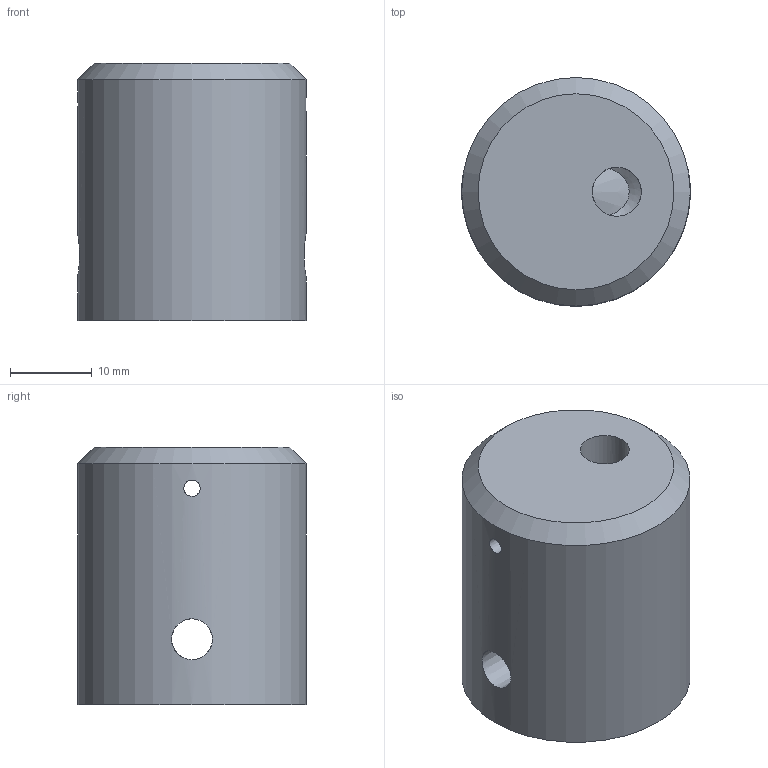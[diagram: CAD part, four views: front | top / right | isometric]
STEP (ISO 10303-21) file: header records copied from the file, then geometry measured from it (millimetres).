
FILE_DESCRIPTION(/* description */ (''),/* implementation_level */ '2;1');
FILE_NAME(/* name */ 'Part 011.stp',/* time_stamp */ '2015-02-19T16:28:36+02:00',/* author */ ('SFC'),/* organization */ (''),/* preprocessor_version */ 'ST-DEVELOPER v15.2',/* originating_system */ 'Autodesk Inventor 2014',/* authorisation */ '');
FILE_SCHEMA (('AUTOMOTIVE_DESIGN { 1 0 10303 214 3 1 1 }'));
Length unit declared in the file: millimetre
Products named in the file (1): Part 011
Bounding box: 28 x 28 x 31.5 mm (x, y, z)
Volume: 15323.6 mm3; surface area: 5059.1 mm2
Topology: 1 solids, 1 shells, 13 faces, 40 edges, 27 vertices
Faces by surface type: cone 8, cylinder 3, plane 2
Full cylindrical faces by diameter (mm): 6 x1, 15 x1, 28 x1
Entity records: 640 total; most frequent: CARTESIAN_POINT 362, ORIENTED_EDGE 42, DIRECTION 40, EDGE_LOOP 31, FACE_BOUND 25, EDGE_CURVE 21, VERTEX_POINT 20, AXIS2_PLACEMENT_3D 20
